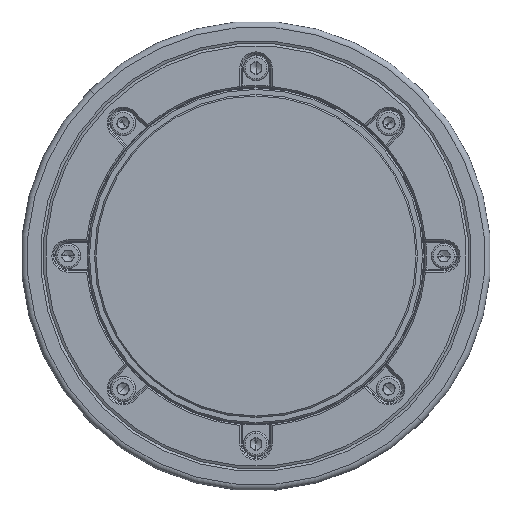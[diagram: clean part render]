
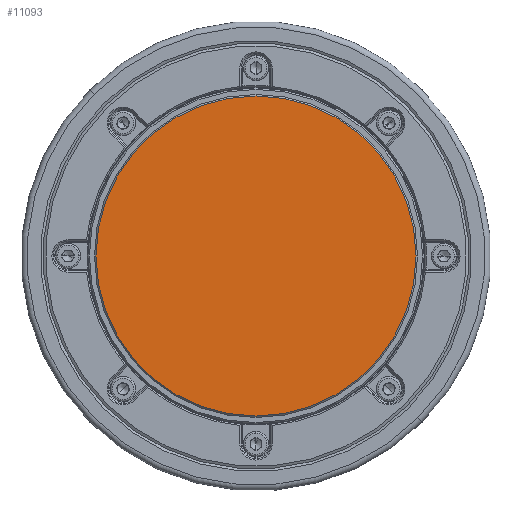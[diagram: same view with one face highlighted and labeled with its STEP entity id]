
A CAD part, left-side view. The second image highlights one B-rep face of the part: STEP entity #11093.
In plain terms, the highlighted planar face has unit normal (-1, 0, 0).
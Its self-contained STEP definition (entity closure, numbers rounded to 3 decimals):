
#810 = CARTESIAN_POINT ( 'NONE',  ( 0., 0., 54.5 ) ) ;
#2392 = CIRCLE ( 'NONE', #6803, 54.5 ) ;
#3120 = AXIS2_PLACEMENT_3D ( 'NONE', #8782, #14728, #8854 ) ;
#3957 = AXIS2_PLACEMENT_3D ( 'NONE', #5588, #11444, #5439 ) ;
#4187 = PLANE ( 'NONE',  #3120 ) ;
#5128 = DIRECTION ( 'NONE',  ( 0., 0., -1. ) ) ;
#5270 = FACE_OUTER_BOUND ( 'NONE', #8807, .T. ) ;
#5439 = DIRECTION ( 'NONE',  ( 0., 0., -1. ) ) ;
#5588 = CARTESIAN_POINT ( 'NONE',  ( 0., 0., 0. ) ) ;
#6273 = DIRECTION ( 'NONE',  ( 1., 0., 0. ) ) ;
#6803 = AXIS2_PLACEMENT_3D ( 'NONE', #8635, #6273, #5128 ) ;
#8135 = CARTESIAN_POINT ( 'NONE',  ( 0., 0., -54.5 ) ) ;
#8327 = VERTEX_POINT ( 'NONE', #810 ) ;
#8359 = CIRCLE ( 'NONE', #3957, 54.5 ) ;
#8635 = CARTESIAN_POINT ( 'NONE',  ( 0., 0., 0. ) ) ;
#8782 = CARTESIAN_POINT ( 'NONE',  ( 0., 0., 0. ) ) ;
#8807 = EDGE_LOOP ( 'NONE', ( #11122, #10618 ) ) ;
#8854 = DIRECTION ( 'NONE',  ( 0., 0., 1. ) ) ;
#10618 = ORIENTED_EDGE ( 'NONE', *, *, #11541, .F. ) ;
#11093 = ADVANCED_FACE ( 'NONE', ( #5270 ), #4187, .T. ) ;
#11122 = ORIENTED_EDGE ( 'NONE', *, *, #12988, .F. ) ;
#11444 = DIRECTION ( 'NONE',  ( 1., 0., 0. ) ) ;
#11541 = EDGE_CURVE ( 'NONE', #8327, #12153, #2392, .T. ) ;
#12153 = VERTEX_POINT ( 'NONE', #8135 ) ;
#12988 = EDGE_CURVE ( 'NONE', #12153, #8327, #8359, .T. ) ;
#14728 = DIRECTION ( 'NONE',  ( -1., 0., 0. ) ) ;
